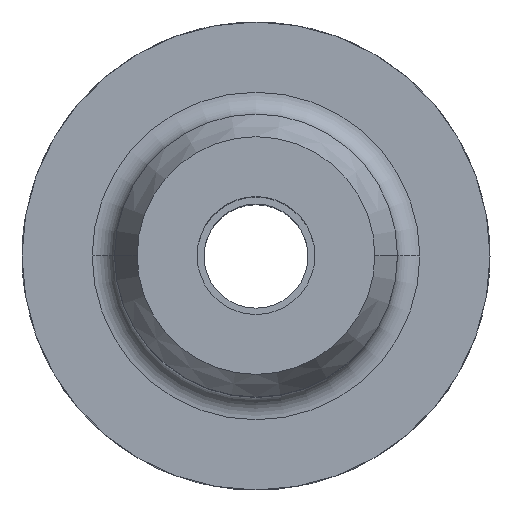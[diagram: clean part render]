
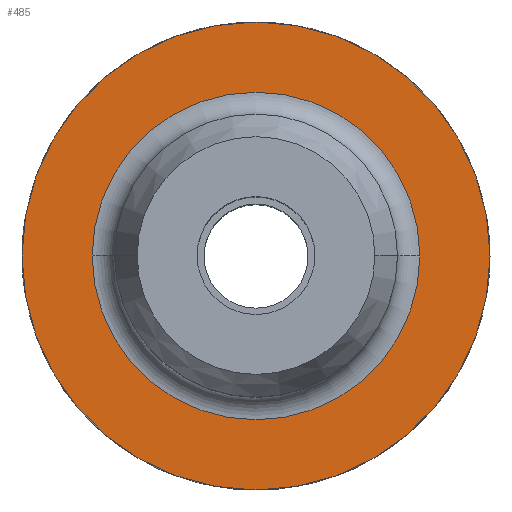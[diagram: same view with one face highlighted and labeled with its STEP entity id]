
A CAD part, top view. The second image highlights one B-rep face of the part: STEP entity #485.
In plain terms, the highlighted planar face has unit normal (0, 0, 1).
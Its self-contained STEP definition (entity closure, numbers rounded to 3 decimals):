
#33 = ORIENTED_EDGE ( 'NONE', *, *, #556, .T. ) ;
#38 = DIRECTION ( 'NONE',  ( 0., 0., -1. ) ) ;
#118 = CARTESIAN_POINT ( 'NONE',  ( 0., 0., 27. ) ) ;
#124 = CARTESIAN_POINT ( 'NONE',  ( 0., 0., 27. ) ) ;
#146 = FACE_OUTER_BOUND ( 'NONE', #502, .T. ) ;
#176 = DIRECTION ( 'NONE',  ( -1., 0., 0. ) ) ;
#187 = AXIS2_PLACEMENT_3D ( 'NONE', #124, #250, #727 ) ;
#211 = VERTEX_POINT ( 'NONE', #700 ) ;
#250 = DIRECTION ( 'NONE',  ( 0., 0., -1. ) ) ;
#306 = CARTESIAN_POINT ( 'NONE',  ( 0., 0., 27. ) ) ;
#336 = CIRCLE ( 'NONE', #187, 31.5 ) ;
#340 = VERTEX_POINT ( 'NONE', #1215 ) ;
#356 = DIRECTION ( 'NONE',  ( -1., 0., 0. ) ) ;
#383 = AXIS2_PLACEMENT_3D ( 'NONE', #118, #1050, #356 ) ;
#449 = VERTEX_POINT ( 'NONE', #1001 ) ;
#464 = FACE_BOUND ( 'NONE', #1368, .T. ) ;
#485 = ADVANCED_FACE ( 'NONE', ( #464, #146 ), #530, .F. ) ;
#502 = EDGE_LOOP ( 'NONE', ( #541, #875 ) ) ;
#530 = PLANE ( 'NONE',  #1359 ) ;
#541 = ORIENTED_EDGE ( 'NONE', *, *, #760, .F. ) ;
#556 = EDGE_CURVE ( 'NONE', #211, #1149, #1274, .T. ) ;
#593 = ORIENTED_EDGE ( 'NONE', *, *, #1298, .T. ) ;
#602 = CIRCLE ( 'NONE', #383, 22.05 ) ;
#629 = CARTESIAN_POINT ( 'NONE',  ( 0., 0., 27. ) ) ;
#661 = DIRECTION ( 'NONE',  ( 0., 0., -1. ) ) ;
#700 = CARTESIAN_POINT ( 'NONE',  ( 22.05, 0., 27. ) ) ;
#715 = EDGE_CURVE ( 'NONE', #449, #340, #1312, .T. ) ;
#727 = DIRECTION ( 'NONE',  ( -1., 0., 0. ) ) ;
#760 = EDGE_CURVE ( 'NONE', #340, #449, #336, .T. ) ;
#797 = DIRECTION ( 'NONE',  ( -1., 0., 0. ) ) ;
#875 = ORIENTED_EDGE ( 'NONE', *, *, #715, .F. ) ;
#900 = CARTESIAN_POINT ( 'NONE',  ( 0., 19.05, 27. ) ) ;
#946 = AXIS2_PLACEMENT_3D ( 'NONE', #306, #661, #797 ) ;
#1001 = CARTESIAN_POINT ( 'NONE',  ( 31.5, 0., 27. ) ) ;
#1050 = DIRECTION ( 'NONE',  ( 0., 0., -1. ) ) ;
#1131 = DIRECTION ( 'NONE',  ( 0., 0., -1. ) ) ;
#1149 = VERTEX_POINT ( 'NONE', #1409 ) ;
#1215 = CARTESIAN_POINT ( 'NONE',  ( -31.5, 0., 27. ) ) ;
#1274 = CIRCLE ( 'NONE', #1424, 22.05 ) ;
#1298 = EDGE_CURVE ( 'NONE', #1149, #211, #602, .T. ) ;
#1312 = CIRCLE ( 'NONE', #946, 31.5 ) ;
#1359 = AXIS2_PLACEMENT_3D ( 'NONE', #900, #38, #176 ) ;
#1368 = EDGE_LOOP ( 'NONE', ( #593, #33 ) ) ;
#1409 = CARTESIAN_POINT ( 'NONE',  ( -22.05, 0., 27. ) ) ;
#1424 = AXIS2_PLACEMENT_3D ( 'NONE', #629, #1131, #1493 ) ;
#1493 = DIRECTION ( 'NONE',  ( -1., 0., 0. ) ) ;
